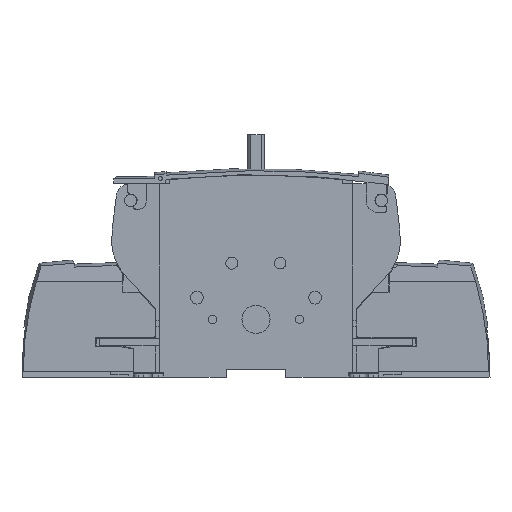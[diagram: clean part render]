
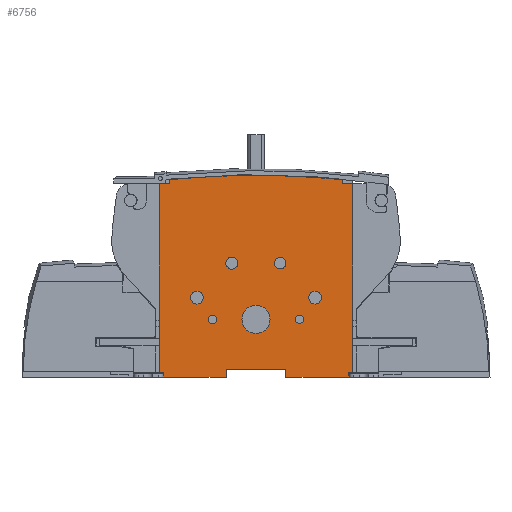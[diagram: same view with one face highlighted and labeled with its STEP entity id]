
A CAD part, left-side view. The second image highlights one B-rep face of the part: STEP entity #6756.
In plain terms, the highlighted planar face has unit normal (-1, 0, 0).
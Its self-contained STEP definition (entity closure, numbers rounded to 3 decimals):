
#1573=PLANE('',#48707);
#6756=ADVANCED_FACE('',(#8956,#8957,#8958,#8959,#8960,#8961,#8962,#8963),
#1573,.T.);
#8430=CIRCLE('',#48698,566.857);
#8431=CIRCLE('',#48699,566.857);
#8432=CIRCLE('',#48700,2.65);
#8433=CIRCLE('',#48701,8.75);
#8434=CIRCLE('',#48702,3.65);
#8435=CIRCLE('',#48703,2.6);
#8436=CIRCLE('',#48704,4.);
#8437=CIRCLE('',#48705,3.75);
#8438=CIRCLE('',#48706,4.);
#8956=FACE_BOUND('',#10966,.T.);
#8957=FACE_BOUND('',#10967,.T.);
#8958=FACE_BOUND('',#10968,.T.);
#8959=FACE_BOUND('',#10969,.T.);
#8960=FACE_BOUND('',#10970,.T.);
#8961=FACE_BOUND('',#10971,.T.);
#8962=FACE_BOUND('',#10972,.T.);
#8963=FACE_BOUND('',#10973,.T.);
#10966=EDGE_LOOP('',(#21126,#21127,#21128,#21129,#21130,#21131,#21132,#21133,
#21134,#21135,#21136,#21137,#21138,#21139,#21140,#21141,#21142));
#10967=EDGE_LOOP('',(#21143));
#10968=EDGE_LOOP('',(#21144));
#10969=EDGE_LOOP('',(#21145));
#10970=EDGE_LOOP('',(#21146));
#10971=EDGE_LOOP('',(#21147));
#10972=EDGE_LOOP('',(#21148));
#10973=EDGE_LOOP('',(#21149));
#21126=ORIENTED_EDGE('',*,*,#34316,.T.);
#21127=ORIENTED_EDGE('',*,*,#34317,.T.);
#21128=ORIENTED_EDGE('',*,*,#34318,.T.);
#21129=ORIENTED_EDGE('',*,*,#34319,.T.);
#21130=ORIENTED_EDGE('',*,*,#34320,.T.);
#21131=ORIENTED_EDGE('',*,*,#34321,.F.);
#21132=ORIENTED_EDGE('',*,*,#34322,.F.);
#21133=ORIENTED_EDGE('',*,*,#34323,.F.);
#21134=ORIENTED_EDGE('',*,*,#34324,.F.);
#21135=ORIENTED_EDGE('',*,*,#34325,.F.);
#21136=ORIENTED_EDGE('',*,*,#34269,.F.);
#21137=ORIENTED_EDGE('',*,*,#34326,.F.);
#21138=ORIENTED_EDGE('',*,*,#34327,.F.);
#21139=ORIENTED_EDGE('',*,*,#34328,.F.);
#21140=ORIENTED_EDGE('',*,*,#34329,.T.);
#21141=ORIENTED_EDGE('',*,*,#34330,.T.);
#21142=ORIENTED_EDGE('',*,*,#34331,.T.);
#21143=ORIENTED_EDGE('',*,*,#34332,.T.);
#21144=ORIENTED_EDGE('',*,*,#34333,.F.);
#21145=ORIENTED_EDGE('',*,*,#34334,.F.);
#21146=ORIENTED_EDGE('',*,*,#34335,.F.);
#21147=ORIENTED_EDGE('',*,*,#34336,.F.);
#21148=ORIENTED_EDGE('',*,*,#34337,.T.);
#21149=ORIENTED_EDGE('',*,*,#34338,.F.);
#28329=VERTEX_POINT('',#74807);
#28330=VERTEX_POINT('',#74809);
#28371=VERTEX_POINT('',#74909);
#28372=VERTEX_POINT('',#74910);
#28373=VERTEX_POINT('',#74912);
#28374=VERTEX_POINT('',#74914);
#28375=VERTEX_POINT('',#74916);
#28376=VERTEX_POINT('',#74918);
#28377=VERTEX_POINT('',#74920);
#28378=VERTEX_POINT('',#74922);
#28379=VERTEX_POINT('',#74924);
#28380=VERTEX_POINT('',#74926);
#28381=VERTEX_POINT('',#74929);
#28382=VERTEX_POINT('',#74931);
#28383=VERTEX_POINT('',#74933);
#28384=VERTEX_POINT('',#74935);
#28385=VERTEX_POINT('',#74937);
#28386=VERTEX_POINT('',#74940);
#28387=VERTEX_POINT('',#74942);
#28388=VERTEX_POINT('',#74944);
#28389=VERTEX_POINT('',#74946);
#28390=VERTEX_POINT('',#74948);
#28391=VERTEX_POINT('',#74950);
#28392=VERTEX_POINT('',#74952);
#34269=EDGE_CURVE('',#28329,#28330,#39798,.T.);
#34316=EDGE_CURVE('',#28371,#28372,#39839,.T.);
#34317=EDGE_CURVE('',#28372,#28373,#39840,.T.);
#34318=EDGE_CURVE('',#28373,#28374,#39841,.T.);
#34319=EDGE_CURVE('',#28374,#28375,#39842,.T.);
#34320=EDGE_CURVE('',#28375,#28376,#39843,.T.);
#34321=EDGE_CURVE('',#28377,#28376,#39844,.T.);
#34322=EDGE_CURVE('',#28378,#28377,#39845,.T.);
#34323=EDGE_CURVE('',#28379,#28378,#39846,.T.);
#34324=EDGE_CURVE('',#28380,#28379,#39847,.T.);
#34325=EDGE_CURVE('',#28330,#28380,#39848,.T.);
#34326=EDGE_CURVE('',#28381,#28329,#39849,.T.);
#34327=EDGE_CURVE('',#28382,#28381,#39850,.T.);
#34328=EDGE_CURVE('',#28383,#28382,#8430,.T.);
#34329=EDGE_CURVE('',#28383,#28384,#8431,.T.);
#34330=EDGE_CURVE('',#28384,#28385,#39851,.T.);
#34331=EDGE_CURVE('',#28385,#28371,#39852,.T.);
#34332=EDGE_CURVE('',#28386,#28386,#8432,.T.);
#34333=EDGE_CURVE('',#28387,#28387,#8433,.T.);
#34334=EDGE_CURVE('',#28388,#28388,#8434,.T.);
#34335=EDGE_CURVE('',#28389,#28389,#8435,.T.);
#34336=EDGE_CURVE('',#28390,#28390,#8436,.T.);
#34337=EDGE_CURVE('',#28391,#28391,#8437,.T.);
#34338=EDGE_CURVE('',#28392,#28392,#8438,.T.);
#39798=LINE('',#74808,#44871);
#39839=LINE('',#74908,#44912);
#39840=LINE('',#74911,#44913);
#39841=LINE('',#74913,#44914);
#39842=LINE('',#74915,#44915);
#39843=LINE('',#74917,#44916);
#39844=LINE('',#74919,#44917);
#39845=LINE('',#74921,#44918);
#39846=LINE('',#74923,#44919);
#39847=LINE('',#74925,#44920);
#39848=LINE('',#74927,#44921);
#39849=LINE('',#74928,#44922);
#39850=LINE('',#74930,#44923);
#39851=LINE('',#74936,#44924);
#39852=LINE('',#74938,#44925);
#44871=VECTOR('',#57663,1.);
#44912=VECTOR('',#57732,1.);
#44913=VECTOR('',#57733,1.);
#44914=VECTOR('',#57734,1.);
#44915=VECTOR('',#57735,1.);
#44916=VECTOR('',#57736,1.);
#44917=VECTOR('',#57737,1.);
#44918=VECTOR('',#57738,1.);
#44919=VECTOR('',#57739,1.);
#44920=VECTOR('',#57740,1.);
#44921=VECTOR('',#57741,1.);
#44922=VECTOR('',#57742,1.);
#44923=VECTOR('',#57743,1.);
#44924=VECTOR('',#57748,1.);
#44925=VECTOR('',#57749,1.);
#48698=AXIS2_PLACEMENT_3D('',#74932,#57744,#57745);
#48699=AXIS2_PLACEMENT_3D('',#74934,#57746,#57747);
#48700=AXIS2_PLACEMENT_3D('',#74939,#57750,#57751);
#48701=AXIS2_PLACEMENT_3D('',#74941,#57752,#57753);
#48702=AXIS2_PLACEMENT_3D('',#74943,#57754,#57755);
#48703=AXIS2_PLACEMENT_3D('',#74945,#57756,#57757);
#48704=AXIS2_PLACEMENT_3D('',#74947,#57758,#57759);
#48705=AXIS2_PLACEMENT_3D('',#74949,#57760,#57761);
#48706=AXIS2_PLACEMENT_3D('',#74951,#57762,#57763);
#48707=AXIS2_PLACEMENT_3D('',#74953,#57764,#57765);
#57663=DIRECTION('',(0.,0.,-1.));
#57732=DIRECTION('',(0.,0.,-1.));
#57733=DIRECTION('',(0.,-1.,0.));
#57734=DIRECTION('',(0.,0.,-1.));
#57735=DIRECTION('',(0.,-1.,0.));
#57736=DIRECTION('',(0.,0.,1.));
#57737=DIRECTION('',(0.,1.,0.));
#57738=DIRECTION('',(0.,0.,1.));
#57739=DIRECTION('',(0.,1.,0.));
#57740=DIRECTION('',(0.,0.,-1.));
#57741=DIRECTION('',(0.,1.,0.));
#57742=DIRECTION('',(0.,-1.,0.));
#57743=DIRECTION('',(0.,0.,-1.));
#57744=DIRECTION('',(1.,0.,0.));
#57745=DIRECTION('',(0.,1.,0.));
#57746=DIRECTION('',(-1.,0.,0.));
#57747=DIRECTION('',(0.,-1.,0.));
#57748=DIRECTION('',(0.,0.,-1.));
#57749=DIRECTION('',(0.,1.,0.));
#57750=DIRECTION('',(1.,0.,0.));
#57751=DIRECTION('',(0.,1.,0.));
#57752=DIRECTION('',(-1.,0.,0.));
#57753=DIRECTION('',(0.,0.,-1.));
#57754=DIRECTION('',(-1.,0.,0.));
#57755=DIRECTION('',(0.,-1.,0.));
#57756=DIRECTION('',(-1.,0.,0.));
#57757=DIRECTION('',(0.,-1.,0.));
#57758=DIRECTION('',(-1.,0.,0.));
#57759=DIRECTION('',(0.,-1.,0.));
#57760=DIRECTION('',(1.,0.,0.));
#57761=DIRECTION('',(0.,1.,0.));
#57762=DIRECTION('',(-1.,0.,0.));
#57763=DIRECTION('',(0.,-1.,0.));
#57764=DIRECTION('',(-1.,0.,0.));
#57765=DIRECTION('',(0.,0.,-1.));
#74807=CARTESIAN_POINT('',(-75.,-60.2,84.412));
#74808=CARTESIAN_POINT('',(-75.,-60.2,60.828));
#74809=CARTESIAN_POINT('',(-75.,-60.2,-33.));
#74908=CARTESIAN_POINT('',(-75.,60.2,60.828));
#74909=CARTESIAN_POINT('',(-75.,60.2,84.412));
#74910=CARTESIAN_POINT('',(-75.,60.2,-33.));
#74911=CARTESIAN_POINT('',(-75.,69.5,-33.));
#74912=CARTESIAN_POINT('',(-75.,57.7,-33.));
#74913=CARTESIAN_POINT('',(-75.,57.7,-33.));
#74914=CARTESIAN_POINT('',(-75.,57.7,-36.));
#74915=CARTESIAN_POINT('',(-75.,62.5,-36.));
#74916=CARTESIAN_POINT('',(-75.,18.503,-36.));
#74917=CARTESIAN_POINT('',(-75.,18.503,60.828));
#74918=CARTESIAN_POINT('',(-75.,18.503,-31.));
#74919=CARTESIAN_POINT('',(-75.,-18.503,-31.));
#74920=CARTESIAN_POINT('',(-75.,-18.503,-31.));
#74921=CARTESIAN_POINT('',(-75.,-18.503,60.828));
#74922=CARTESIAN_POINT('',(-75.,-18.503,-36.));
#74923=CARTESIAN_POINT('',(-75.,-62.5,-36.));
#74924=CARTESIAN_POINT('',(-75.,-57.7,-36.));
#74925=CARTESIAN_POINT('',(-75.,-57.7,-31.));
#74926=CARTESIAN_POINT('',(-75.,-57.7,-33.));
#74927=CARTESIAN_POINT('',(-75.,-18.503,-33.));
#74928=CARTESIAN_POINT('',(-75.,-53.8,84.412));
#74929=CARTESIAN_POINT('',(-75.,-53.8,84.412));
#74930=CARTESIAN_POINT('',(-75.,-53.8,86.933));
#74931=CARTESIAN_POINT('',(-75.,-53.8,86.933));
#74932=CARTESIAN_POINT('',(-75.,0.085,-477.357));
#74933=CARTESIAN_POINT('',(-75.,0.,89.5));
#74934=CARTESIAN_POINT('',(-75.,-0.085,-477.357));
#74935=CARTESIAN_POINT('',(-75.,53.8,86.933));
#74936=CARTESIAN_POINT('',(-75.,53.8,86.933));
#74937=CARTESIAN_POINT('',(-75.,53.8,84.412));
#74938=CARTESIAN_POINT('',(-75.,53.8,84.412));
#74939=CARTESIAN_POINT('',(-75.,27.1,0.));
#74940=CARTESIAN_POINT('',(-75.,29.75,0.));
#74941=CARTESIAN_POINT('',(-75.,0.,0.));
#74942=CARTESIAN_POINT('',(-75.,0.,-8.75));
#74943=CARTESIAN_POINT('',(-75.,-15.,35.));
#74944=CARTESIAN_POINT('',(-75.,-18.65,35.));
#74945=CARTESIAN_POINT('',(-75.,-27.1,0.));
#74946=CARTESIAN_POINT('',(-75.,-29.7,0.));
#74947=CARTESIAN_POINT('',(-75.,36.75,13.5));
#74948=CARTESIAN_POINT('',(-75.,32.75,13.5));
#74949=CARTESIAN_POINT('',(-75.,15.,35.));
#74950=CARTESIAN_POINT('',(-75.,18.75,35.));
#74951=CARTESIAN_POINT('',(-75.,-36.75,13.5));
#74952=CARTESIAN_POINT('',(-75.,-40.75,13.5));
#74953=CARTESIAN_POINT('',(-75.,-18.503,-31.));
